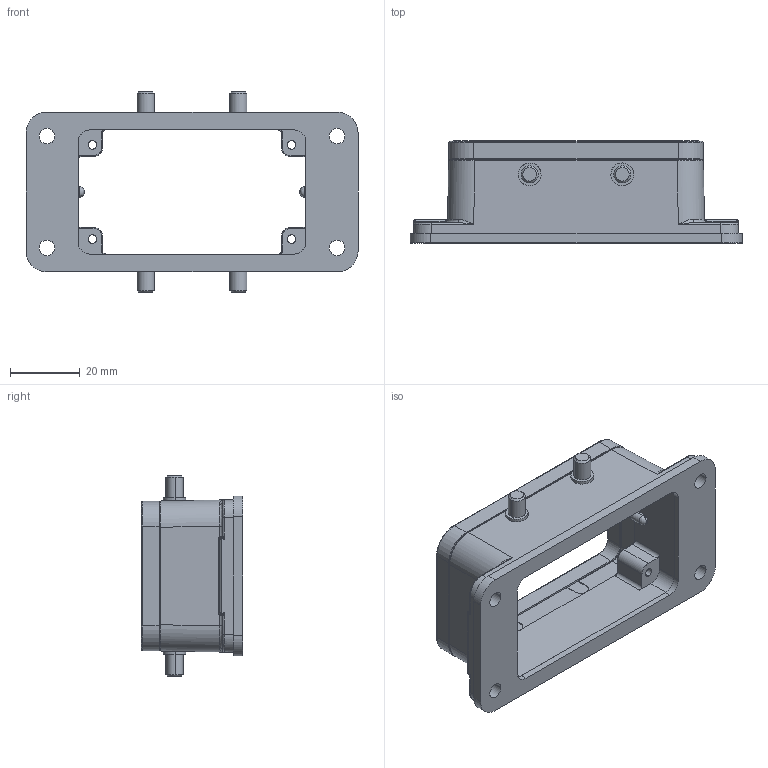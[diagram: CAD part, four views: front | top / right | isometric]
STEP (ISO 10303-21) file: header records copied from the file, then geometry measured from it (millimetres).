
FILE_DESCRIPTION (( 'STEP AP203' ), '1' );
FILE_NAME ('H10B-BK-4B.STP', '2017-07-20T10:13:03', ( '微软用户' ), ( '微软中国' ), 'SwSTEP 2.0', 'SolidWorks 2012', '' );
FILE_SCHEMA (( 'CONFIG_CONTROL_DESIGN' ));
Length unit declared in the file: millimetre
Products named in the file (1): H10B-BK-4B
Bounding box: 95 x 29.18 x 57.51 mm (x, y, z)
Volume: 30713 mm3; surface area: 20636.5 mm2
Topology: 1 solids, 1 shells, 387 faces, 954 edges, 582 vertices
Faces by surface type: cylinder 154, plane 125, bspline 72, cone 24, torus 12
Entity records: 15258 total; most frequent: CARTESIAN_POINT 6912, ORIENTED_EDGE 1892, DIRECTION 1485, EDGE_CURVE 946, VERTEX_POINT 582, AXIS2_PLACEMENT_3D 520, VECTOR 445, LINE 445
